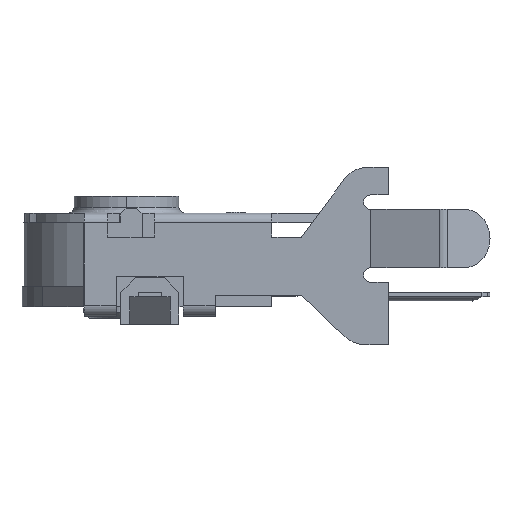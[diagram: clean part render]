
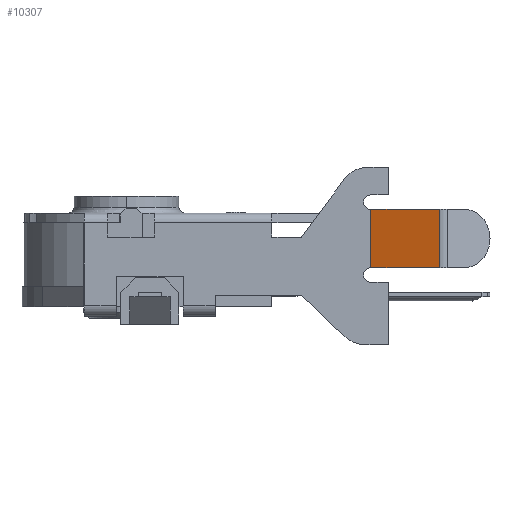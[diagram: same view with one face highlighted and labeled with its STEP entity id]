
A CAD part, left-side view. The second image highlights one B-rep face of the part: STEP entity #10307.
In plain terms, the highlighted planar face has unit normal (-0.947, 0.322, 0).
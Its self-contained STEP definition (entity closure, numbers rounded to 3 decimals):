
#1042 = VERTEX_POINT ( 'NONE', #6272 ) ;
#1069 = CARTESIAN_POINT ( 'NONE',  ( -4.75, -8.4, 3.35 ) ) ;
#2084 = EDGE_CURVE ( 'NONE', #3194, #1042, #2158, .T. ) ;
#2158 = LINE ( 'NONE', #4753, #8135 ) ;
#2368 = CARTESIAN_POINT ( 'NONE',  ( -4.75, -8.4, 1.35 ) ) ;
#3194 = VERTEX_POINT ( 'NONE', #5079 ) ;
#3345 = ORIENTED_EDGE ( 'NONE', *, *, #2084, .T. ) ;
#3738 = ORIENTED_EDGE ( 'NONE', *, *, #8241, .T. ) ;
#3925 = ORIENTED_EDGE ( 'NONE', *, *, #14178, .T. ) ;
#4593 = AXIS2_PLACEMENT_3D ( 'NONE', #11054, #16163, #8324 ) ;
#4595 = VECTOR ( 'NONE', #8593, 1000. ) ;
#4753 = CARTESIAN_POINT ( 'NONE',  ( -5.555, -10.767, -2.914 ) ) ;
#5079 = CARTESIAN_POINT ( 'NONE',  ( -5.555, -10.767, 1.35 ) ) ;
#5211 = ORIENTED_EDGE ( 'NONE', *, *, #17441, .T. ) ;
#5829 = CARTESIAN_POINT ( 'NONE',  ( -4.75, -8.4, 1.35 ) ) ;
#6031 = DIRECTION ( 'NONE',  ( 0., 0., -1. ) ) ;
#6272 = CARTESIAN_POINT ( 'NONE',  ( -5.555, -10.767, 3.35 ) ) ;
#6443 = PLANE ( 'NONE',  #4593 ) ;
#7445 = DIRECTION ( 'NONE',  ( 0.322, 0.947, 0. ) ) ;
#8135 = VECTOR ( 'NONE', #15621, 1000. ) ;
#8241 = EDGE_CURVE ( 'NONE', #10675, #3194, #16604, .T. ) ;
#8324 = DIRECTION ( 'NONE',  ( -0.322, -0.947, 0. ) ) ;
#8593 = DIRECTION ( 'NONE',  ( -0.322, -0.947, 0. ) ) ;
#9077 = CARTESIAN_POINT ( 'NONE',  ( -4.75, -8.4, -2.914 ) ) ;
#10307 = ADVANCED_FACE ( 'NONE', ( #13279 ), #6443, .T. ) ;
#10392 = VECTOR ( 'NONE', #7445, 1000. ) ;
#10451 = LINE ( 'NONE', #9077, #12832 ) ;
#10508 = LINE ( 'NONE', #11582, #10392 ) ;
#10675 = VERTEX_POINT ( 'NONE', #2368 ) ;
#11054 = CARTESIAN_POINT ( 'NONE',  ( -4.75, -8.4, -2.914 ) ) ;
#11265 = VERTEX_POINT ( 'NONE', #1069 ) ;
#11582 = CARTESIAN_POINT ( 'NONE',  ( -4.75, -8.4, 3.35 ) ) ;
#12832 = VECTOR ( 'NONE', #6031, 1000. ) ;
#13279 = FACE_OUTER_BOUND ( 'NONE', #16272, .T. ) ;
#14178 = EDGE_CURVE ( 'NONE', #1042, #11265, #10508, .T. ) ;
#15621 = DIRECTION ( 'NONE',  ( 0., 0., 1. ) ) ;
#16163 = DIRECTION ( 'NONE',  ( -0.947, 0.322, 0. ) ) ;
#16272 = EDGE_LOOP ( 'NONE', ( #5211, #3738, #3345, #3925 ) ) ;
#16604 = LINE ( 'NONE', #5829, #4595 ) ;
#17441 = EDGE_CURVE ( 'NONE', #11265, #10675, #10451, .T. ) ;
